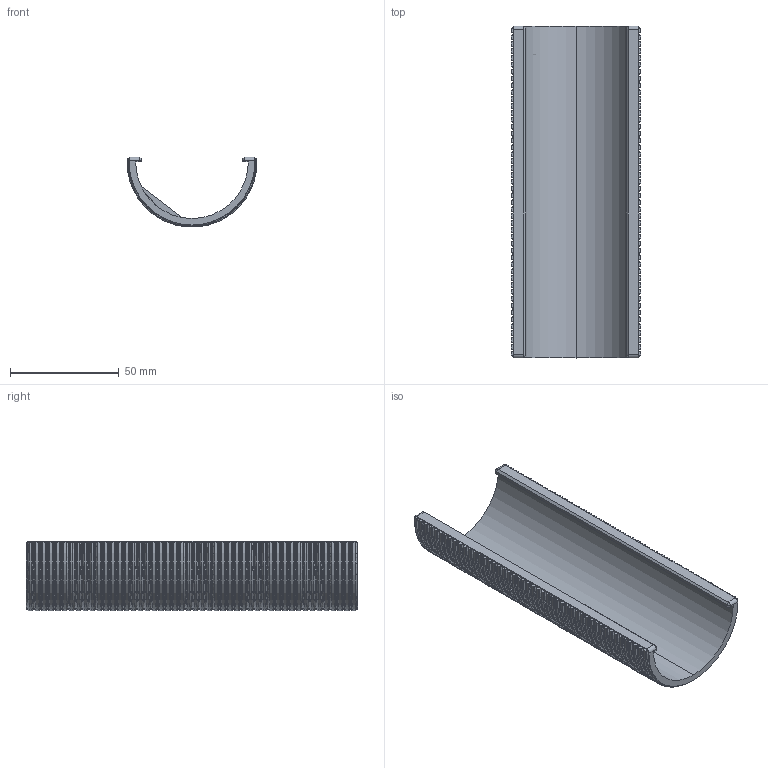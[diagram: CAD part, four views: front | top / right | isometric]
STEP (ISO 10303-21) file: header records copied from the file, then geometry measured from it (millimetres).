
FILE_DESCRIPTION(('HOOPS Exchange Step'),'2;1');
FILE_NAME('temp_export','2026-01-16T20:43:48+18:00',('mobile'),('Shapr3D Limited'),'HOOPS Exchange 2025.7','Shapr3D','Authorized');
FILE_SCHEMA( ('AP242_MANAGED_MODEL_BASED_3D_ENGINEERING_MIM_LF {1 0 10303 442 1 1 4}') );
Length unit declared in the file: millimetre
Products named in the file (3): Foregrip; Front; root
Assembly tree (2 placements, depth 3):
  root
    Front
      Foregrip
Bounding box: 59.83 x 152.9 x 32.21 mm (x, y, z)
Volume: 53186.4 mm3; surface area: 36936 mm2
Topology: 1 solids, 1 shells, 460 faces, 1370 edges, 912 vertices
Faces by surface type: plane 206, torus 192, cylinder 58, cone 4
Entity records: 18504 total; most frequent: CARTESIAN_POINT 6372, ORIENTED_EDGE 2740, DIRECTION 2394, EDGE_CURVE 1370, AXIS2_PLACEMENT_3D 958, VERTEX_POINT 912, CIRCLE 492, VECTOR 478
